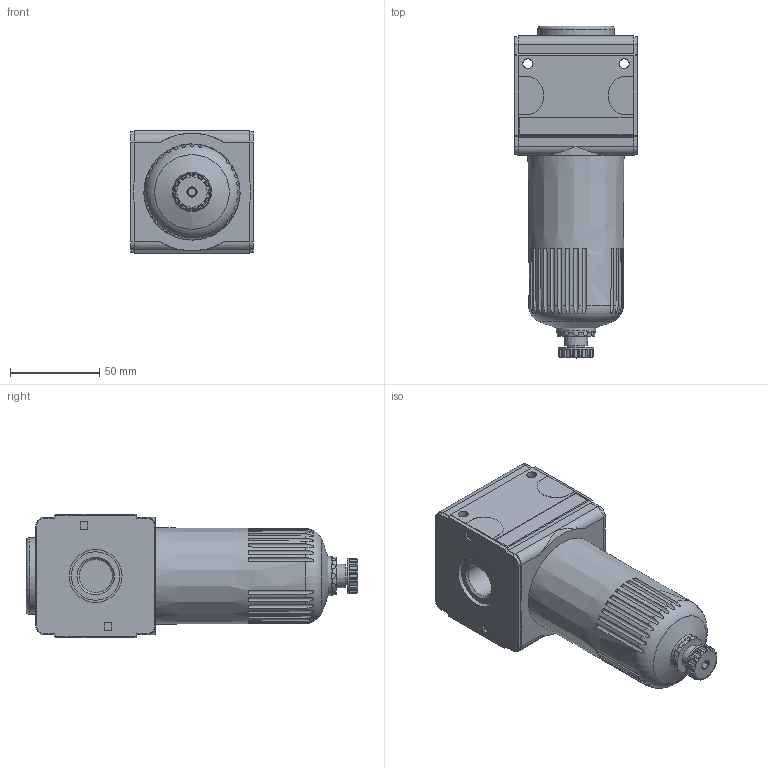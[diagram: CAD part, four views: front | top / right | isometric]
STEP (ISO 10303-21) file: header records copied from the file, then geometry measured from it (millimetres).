
FILE_DESCRIPTION( ( 'STEP AP203' ), ' ' );
FILE_NAME( '9.1333.931.stp', '2017-04-10T11:50:44', ( '' ), ( '' ), ' ', 'PARTsolutions', ' ' );
FILE_SCHEMA( ( 'CONFIG_CONTROL_DESIGN' ) );
Length unit declared in the file: millimetre
Products named in the file (3): 9.1333.931; _FM 33 K-HA-00000-G; _FM 33 K-HA--P1
Assembly tree (2 placements, depth 2):
  9.1333.931
    _FM 33 K-HA-00000-G
    _FM 33 K-HA--P1
Bounding box: 68.8 x 186 x 69.2 mm (x, y, z)
Volume: 518157.4 mm3; surface area: 55261.2 mm2
Topology: 2 solids, 2 shells, 366 faces, 998 edges, 663 vertices
Faces by surface type: plane 228, cylinder 127, cone 7, torus 3, sphere 1
Full cylindrical faces by diameter (mm): 4 x1, 5.5 x2, 9.3 x2, 9.5 x2, 9.728 x1, 18.631 x2, 20 x1, 22 x1, 23 x1, 27.2 x1, 27.3 x1, 29.6 x2, 43 x1
Entity records: 13174 total; most frequent: CARTESIAN_POINT 4020, ORIENTED_EDGE 1922, DIRECTION 1808, EDGE_CURVE 961, VERTEX_POINT 655, AXIS2_PLACEMENT_3D 653, LINE 502, VECTOR 502
